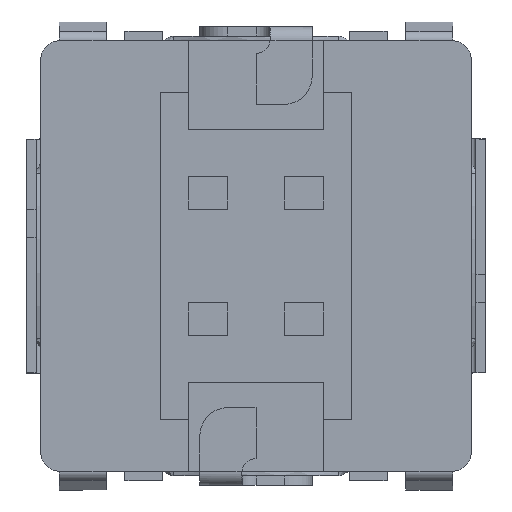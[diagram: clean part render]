
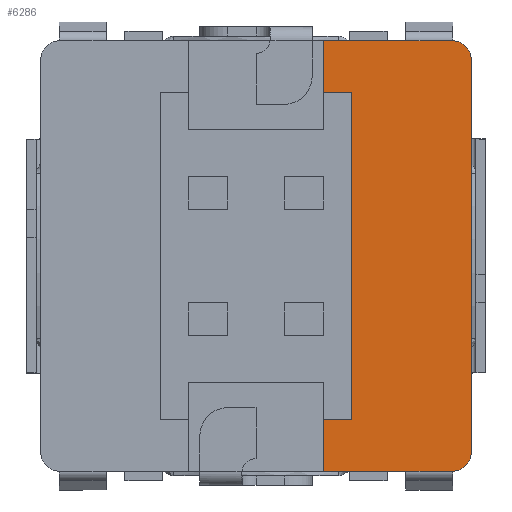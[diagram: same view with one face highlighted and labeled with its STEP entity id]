
A CAD part, front view. The second image highlights one B-rep face of the part: STEP entity #6286.
In plain terms, the highlighted planar face has unit normal (0, -1, 0).
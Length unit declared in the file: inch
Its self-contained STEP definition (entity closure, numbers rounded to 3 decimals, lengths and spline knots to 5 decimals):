
#16 = CARTESIAN_POINT ( 'NONE',  ( 0.08268, 0., 0.09055 ) ) ;
#152 = DIRECTION ( 'NONE',  ( 0., 1., 0. ) ) ;
#178 = VERTEX_POINT ( 'NONE', #1588 ) ;
#212 = DIRECTION ( 'NONE',  ( 1., 0., 0. ) ) ;
#290 = VECTOR ( 'NONE', #9339, 39.37008 ) ;
#562 = EDGE_CURVE ( 'NONE', #9168, #7616, #6183, .T. ) ;
#697 = EDGE_CURVE ( 'NONE', #713, #5239, #8495, .T. ) ;
#713 = VERTEX_POINT ( 'NONE', #6092 ) ;
#825 = CARTESIAN_POINT ( 'NONE',  ( 0.09055, 0., -0.09055 ) ) ;
#849 = EDGE_CURVE ( 'NONE', #178, #2262, #5195, .T. ) ;
#1369 = LINE ( 'NONE', #10534, #3019 ) ;
#1519 = CARTESIAN_POINT ( 'NONE',  ( 0.04035, 0., -0.0689 ) ) ;
#1588 = CARTESIAN_POINT ( 'NONE',  ( 0.08268, 0., -0.09055 ) ) ;
#1603 = VECTOR ( 'NONE', #4134, 39.37008 ) ;
#1623 = EDGE_CURVE ( 'NONE', #6691, #713, #2344, .T. ) ;
#1699 = ORIENTED_EDGE ( 'NONE', *, *, #6162, .F. ) ;
#1888 = CARTESIAN_POINT ( 'NONE',  ( 0.08268, 0., -0.08268 ) ) ;
#1982 = DIRECTION ( 'NONE',  ( 1., 0., 0. ) ) ;
#2028 = ORIENTED_EDGE ( 'NONE', *, *, #9474, .F. ) ;
#2262 = VERTEX_POINT ( 'NONE', #5257 ) ;
#2344 = LINE ( 'NONE', #5015, #9952 ) ;
#2369 = ORIENTED_EDGE ( 'NONE', *, *, #8498, .F. ) ;
#2482 = AXIS2_PLACEMENT_3D ( 'NONE', #1888, #152, #4172 ) ;
#2590 = ORIENTED_EDGE ( 'NONE', *, *, #10340, .F. ) ;
#2676 = VECTOR ( 'NONE', #212, 39.37008 ) ;
#2692 = EDGE_LOOP ( 'NONE', ( #2831, #10782, #4474, #2369, #2971, #2028, #6262, #8602, #1699, #2763, #2590, #10756 ) ) ;
#2763 = ORIENTED_EDGE ( 'NONE', *, *, #2836, .F. ) ;
#2822 = CARTESIAN_POINT ( 'NONE',  ( 0.09055, 0., -0.0689 ) ) ;
#2831 = ORIENTED_EDGE ( 'NONE', *, *, #4695, .F. ) ;
#2834 = VECTOR ( 'NONE', #6725, 39.37008 ) ;
#2836 = EDGE_CURVE ( 'NONE', #9664, #7849, #5230, .T. ) ;
#2971 = ORIENTED_EDGE ( 'NONE', *, *, #10285, .F. ) ;
#3009 = VECTOR ( 'NONE', #9892, 39.37008 ) ;
#3019 = VECTOR ( 'NONE', #3046, 39.37008 ) ;
#3046 = DIRECTION ( 'NONE',  ( 0., 0., 1. ) ) ;
#3073 = VERTEX_POINT ( 'NONE', #1519 ) ;
#3379 = CARTESIAN_POINT ( 'NONE',  ( 0.02854, 0., -0.0689 ) ) ;
#3580 = CARTESIAN_POINT ( 'NONE',  ( 0.09055, 0., -0.09055 ) ) ;
#3710 = CARTESIAN_POINT ( 'NONE',  ( 0.06299, 0., 0.09055 ) ) ;
#3870 = CIRCLE ( 'NONE', #2482, 0.00787 ) ;
#3891 = EDGE_CURVE ( 'NONE', #2262, #4111, #8634, .T. ) ;
#4111 = VERTEX_POINT ( 'NONE', #9631 ) ;
#4134 = DIRECTION ( 'NONE',  ( 0., 0., -1. ) ) ;
#4172 = DIRECTION ( 'NONE',  ( 0., 0., -1. ) ) ;
#4209 = CARTESIAN_POINT ( 'NONE',  ( 0.09055, 0., 0.08268 ) ) ;
#4408 = DIRECTION ( 'NONE',  ( 0., 0., -1. ) ) ;
#4421 = CARTESIAN_POINT ( 'NONE',  ( 0.09055, 0., 0.09055 ) ) ;
#4467 = CARTESIAN_POINT ( 'NONE',  ( 0.08268, 0., 0.08268 ) ) ;
#4474 = ORIENTED_EDGE ( 'NONE', *, *, #1623, .F. ) ;
#4512 = FACE_OUTER_BOUND ( 'NONE', #2692, .T. ) ;
#4695 = EDGE_CURVE ( 'NONE', #5239, #9168, #5997, .T. ) ;
#5015 = CARTESIAN_POINT ( 'NONE',  ( 0.09055, 0., 0.0689 ) ) ;
#5090 = LINE ( 'NONE', #6618, #3009 ) ;
#5195 = LINE ( 'NONE', #9177, #2834 ) ;
#5219 = CARTESIAN_POINT ( 'NONE',  ( 0.02854, 0., -0.09055 ) ) ;
#5230 = LINE ( 'NONE', #825, #1603 ) ;
#5239 = VERTEX_POINT ( 'NONE', #10757 ) ;
#5257 = CARTESIAN_POINT ( 'NONE',  ( 0.06299, 0., -0.09055 ) ) ;
#5665 = CARTESIAN_POINT ( 'NONE',  ( 0.09055, 0., -0.08268 ) ) ;
#5786 = VECTOR ( 'NONE', #1982, 39.37008 ) ;
#5997 = LINE ( 'NONE', #4421, #9155 ) ;
#6041 = DIRECTION ( 'NONE',  ( 0., 0., 1. ) ) ;
#6092 = CARTESIAN_POINT ( 'NONE',  ( 0.02854, 0., 0.0689 ) ) ;
#6120 = CARTESIAN_POINT ( 'NONE',  ( 0.09055, 0., 0.09055 ) ) ;
#6162 = EDGE_CURVE ( 'NONE', #7849, #178, #3870, .T. ) ;
#6183 = LINE ( 'NONE', #6120, #5786 ) ;
#6262 = ORIENTED_EDGE ( 'NONE', *, *, #3891, .F. ) ;
#6286 = ADVANCED_FACE ( 'NONE', ( #4512 ), #10349, .F. ) ;
#6346 = AXIS2_PLACEMENT_3D ( 'NONE', #4467, #10358, #4408 ) ;
#6602 = CARTESIAN_POINT ( 'NONE',  ( 0.04035, 0., 0.0689 ) ) ;
#6618 = CARTESIAN_POINT ( 'NONE',  ( 0.04035, 0., -0.09055 ) ) ;
#6691 = VERTEX_POINT ( 'NONE', #6602 ) ;
#6725 = DIRECTION ( 'NONE',  ( -1., 0., 0. ) ) ;
#7020 = DIRECTION ( 'NONE',  ( 0., 1., 0. ) ) ;
#7616 = VERTEX_POINT ( 'NONE', #16 ) ;
#7849 = VERTEX_POINT ( 'NONE', #5665 ) ;
#7876 = VECTOR ( 'NONE', #6041, 39.37008 ) ;
#8127 = DIRECTION ( 'NONE',  ( -1., 0., 0. ) ) ;
#8495 = LINE ( 'NONE', #5219, #7876 ) ;
#8498 = EDGE_CURVE ( 'NONE', #3073, #6691, #5090, .T. ) ;
#8546 = LINE ( 'NONE', #2822, #2676 ) ;
#8602 = ORIENTED_EDGE ( 'NONE', *, *, #849, .F. ) ;
#8634 = LINE ( 'NONE', #10156, #290 ) ;
#8950 = CIRCLE ( 'NONE', #6346, 0.00787 ) ;
#9155 = VECTOR ( 'NONE', #10256, 39.37008 ) ;
#9168 = VERTEX_POINT ( 'NONE', #3710 ) ;
#9177 = CARTESIAN_POINT ( 'NONE',  ( 0.09055, 0., -0.09055 ) ) ;
#9339 = DIRECTION ( 'NONE',  ( -1., 0., 0. ) ) ;
#9474 = EDGE_CURVE ( 'NONE', #4111, #10052, #1369, .T. ) ;
#9530 = DIRECTION ( 'NONE',  ( 0., 0., 1. ) ) ;
#9631 = CARTESIAN_POINT ( 'NONE',  ( 0.02854, 0., -0.09055 ) ) ;
#9640 = AXIS2_PLACEMENT_3D ( 'NONE', #3580, #7020, #9530 ) ;
#9664 = VERTEX_POINT ( 'NONE', #4209 ) ;
#9892 = DIRECTION ( 'NONE',  ( 0., 0., 1. ) ) ;
#9952 = VECTOR ( 'NONE', #8127, 39.37008 ) ;
#10052 = VERTEX_POINT ( 'NONE', #3379 ) ;
#10156 = CARTESIAN_POINT ( 'NONE',  ( 0.09055, 0., -0.09055 ) ) ;
#10256 = DIRECTION ( 'NONE',  ( 1., 0., 0. ) ) ;
#10285 = EDGE_CURVE ( 'NONE', #10052, #3073, #8546, .T. ) ;
#10340 = EDGE_CURVE ( 'NONE', #7616, #9664, #8950, .T. ) ;
#10349 = PLANE ( 'NONE',  #9640 ) ;
#10358 = DIRECTION ( 'NONE',  ( 0., 1., 0. ) ) ;
#10534 = CARTESIAN_POINT ( 'NONE',  ( 0.02854, 0., -0.09055 ) ) ;
#10756 = ORIENTED_EDGE ( 'NONE', *, *, #562, .F. ) ;
#10757 = CARTESIAN_POINT ( 'NONE',  ( 0.02854, 0., 0.09055 ) ) ;
#10782 = ORIENTED_EDGE ( 'NONE', *, *, #697, .F. ) ;
